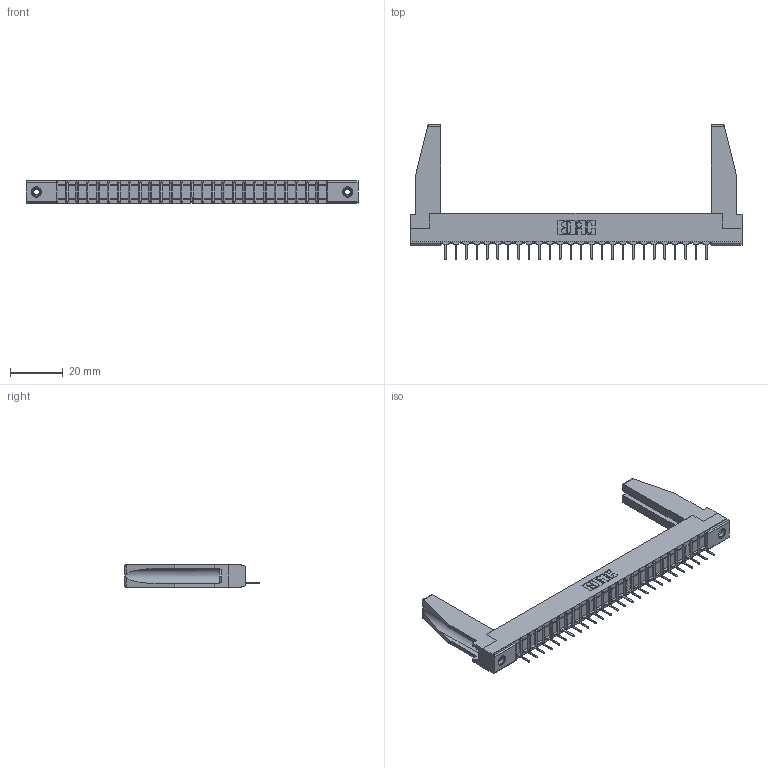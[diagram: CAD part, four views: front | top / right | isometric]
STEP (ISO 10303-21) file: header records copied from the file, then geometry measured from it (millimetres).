
FILE_DESCRIPTION (( 'STEP AP203' ), '1' );
FILE_NAME ('357-026-431-178.STEP', '2020-10-01T16:37:40', ( '' ), ( '' ), 'SwSTEP 2.0', 'SolidWorks 2020', '' );
FILE_SCHEMA (( 'CONFIG_CONTROL_DESIGN' ));
Length unit declared in the file: inch
Products named in the file (5): 345-250-001_345-250-001-102; 357-026-431-178; 307-220-078; 307 Part_.156 Dia Mounting Holes; 307-290-001_531
Assembly tree (31 placements, depth 2):
  357-026-431-178
    307 Part_.156 Dia Mounting Holes
    307-290-001_531  x26
    307-220-078  x2
    345-250-001_345-250-001-102  x2
Bounding box: 126.03 x 51.13 x 8.71 mm (x, y, z)
Volume: 11893.1 mm3; surface area: 15960.9 mm2
Topology: 31 solids, 31 shells, 1731 faces, 4865 edges, 3126 vertices
Faces by surface type: plane 1116, cylinder 545, sphere 54, cone 12, torus 4
Entity records: 26669 total; most frequent: CARTESIAN_POINT 4486, ORIENTED_EDGE 4428, DIRECTION 4328, EDGE_CURVE 2214, VECTOR 1696, LINE 1696, VERTEX_POINT 1432, AXIS2_PLACEMENT_3D 1316
